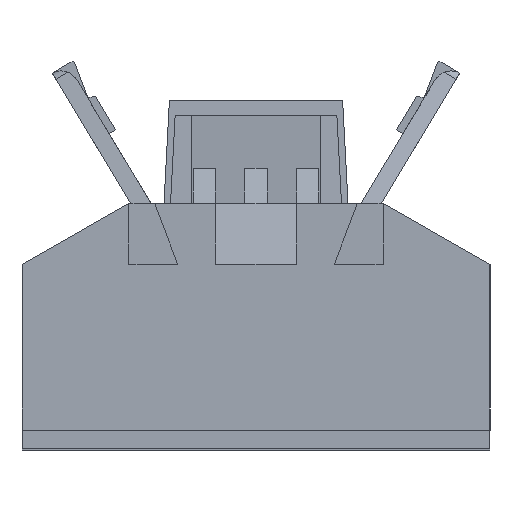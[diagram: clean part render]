
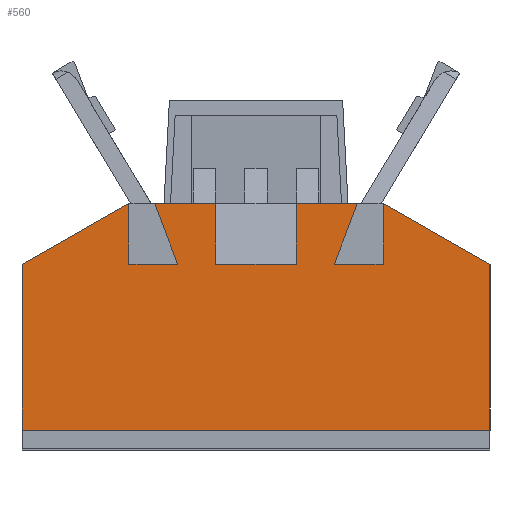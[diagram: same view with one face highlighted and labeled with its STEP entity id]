
A CAD part, left-side view. The second image highlights one B-rep face of the part: STEP entity #560.
In plain terms, the highlighted planar face has unit normal (-1, 0, 0).
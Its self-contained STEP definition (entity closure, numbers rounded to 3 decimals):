
#560 = ADVANCED_FACE( '', ( #1140 ), #1141, .F. );
#1140 = FACE_OUTER_BOUND( '', #1786, .T. );
#1141 = PLANE( '', #1787 );
#1786 = EDGE_LOOP( '', ( #3268, #3269, #3270, #3271, #3272, #3273, #3274, #3275, #3276, #3277, #3278, #3279, #3280, #3281, #3282, #3283 ) );
#1787 = AXIS2_PLACEMENT_3D( '', #3284, #3285, #3286 );
#3268 = ORIENTED_EDGE( '', *, *, #4375, .F. );
#3269 = ORIENTED_EDGE( '', *, *, #3903, .F. );
#3270 = ORIENTED_EDGE( '', *, *, #4477, .F. );
#3271 = ORIENTED_EDGE( '', *, *, #4478, .F. );
#3272 = ORIENTED_EDGE( '', *, *, #4006, .T. );
#3273 = ORIENTED_EDGE( '', *, *, #4228, .T. );
#3274 = ORIENTED_EDGE( '', *, *, #4447, .T. );
#3275 = ORIENTED_EDGE( '', *, *, #4479, .F. );
#3276 = ORIENTED_EDGE( '', *, *, #4406, .F. );
#3277 = ORIENTED_EDGE( '', *, *, #3913, .F. );
#3278 = ORIENTED_EDGE( '', *, *, #4200, .F. );
#3279 = ORIENTED_EDGE( '', *, *, #4466, .F. );
#3280 = ORIENTED_EDGE( '', *, *, #4276, .T. );
#3281 = ORIENTED_EDGE( '', *, *, #4480, .T. );
#3282 = ORIENTED_EDGE( '', *, *, #4472, .F. );
#3283 = ORIENTED_EDGE( '', *, *, #4481, .F. );
#3284 = CARTESIAN_POINT( '', ( -41.15, 12.7, 3. ) );
#3285 = DIRECTION( '', ( 1., 0., 0. ) );
#3286 = DIRECTION( '', ( 0., 0., -1. ) );
#3903 = EDGE_CURVE( '', #4670, #4671, #4672, .T. );
#3913 = EDGE_CURVE( '', #4688, #4689, #4690, .T. );
#4006 = EDGE_CURVE( '', #4854, #4856, #4858, .T. );
#4200 = EDGE_CURVE( '', #5174, #4688, #5175, .T. );
#4228 = EDGE_CURVE( '', #4856, #5214, #5216, .T. );
#4276 = EDGE_CURVE( '', #5287, #5285, #5288, .T. );
#4375 = EDGE_CURVE( '', #4671, #5421, #5422, .T. );
#4406 = EDGE_CURVE( '', #4689, #5462, #5463, .T. );
#4447 = EDGE_CURVE( '', #5214, #5513, #5515, .T. );
#4466 = EDGE_CURVE( '', #5287, #5174, #5536, .T. );
#4472 = EDGE_CURVE( '', #5543, #5545, #5546, .T. );
#4477 = EDGE_CURVE( '', #5553, #4670, #5554, .T. );
#4478 = EDGE_CURVE( '', #4854, #5553, #5555, .T. );
#4479 = EDGE_CURVE( '', #5462, #5513, #5556, .T. );
#4480 = EDGE_CURVE( '', #5285, #5545, #5557, .T. );
#4481 = EDGE_CURVE( '', #5421, #5543, #5558, .T. );
#4670 = VERTEX_POINT( '', #5791 );
#4671 = VERTEX_POINT( '', #5792 );
#4672 = LINE( '', #5793, #5794 );
#4688 = VERTEX_POINT( '', #5817 );
#4689 = VERTEX_POINT( '', #5818 );
#4690 = LINE( '', #5819, #5820 );
#4854 = VERTEX_POINT( '', #6051 );
#4856 = VERTEX_POINT( '', #6054 );
#4858 = LINE( '', #6057, #6058 );
#5174 = VERTEX_POINT( '', #6552 );
#5175 = LINE( '', #6553, #6554 );
#5214 = VERTEX_POINT( '', #6612 );
#5216 = LINE( '', #6615, #6616 );
#5285 = VERTEX_POINT( '', #6716 );
#5287 = VERTEX_POINT( '', #6719 );
#5288 = LINE( '', #6720, #6721 );
#5421 = VERTEX_POINT( '', #6926 );
#5422 = LINE( '', #6927, #6928 );
#5462 = VERTEX_POINT( '', #6995 );
#5463 = LINE( '', #6996, #6997 );
#5513 = VERTEX_POINT( '', #7084 );
#5515 = LINE( '', #7087, #7088 );
#5536 = LINE( '', #7117, #7118 );
#5543 = VERTEX_POINT( '', #7128 );
#5545 = VERTEX_POINT( '', #7131 );
#5546 = LINE( '', #7132, #7133 );
#5553 = VERTEX_POINT( '', #7143 );
#5554 = LINE( '', #7144, #7145 );
#5555 = LINE( '', #7146, #7147 );
#5556 = LINE( '', #7148, #7149 );
#5557 = LINE( '', #7150, #7151 );
#5558 = LINE( '', #7152, #7153 );
#5791 = CARTESIAN_POINT( '', ( -41.15, -4.25, 6. ) );
#5792 = CARTESIAN_POINT( '', ( -41.15, -6.9, 6. ) );
#5793 = CARTESIAN_POINT( '', ( -41.15, -4.25, 6. ) );
#5794 = VECTOR( '', #7380, 1000. );
#5817 = CARTESIAN_POINT( '', ( -41.15, 6.9, 6. ) );
#5818 = CARTESIAN_POINT( '', ( -41.15, 4.25, 6. ) );
#5819 = CARTESIAN_POINT( '', ( -41.15, 6.9, 6. ) );
#5820 = VECTOR( '', #7388, 1000. );
#6051 = CARTESIAN_POINT( '', ( -41.15, -2.175, 9.3 ) );
#6054 = CARTESIAN_POINT( '', ( -41.15, -2.175, 6. ) );
#6057 = CARTESIAN_POINT( '', ( -41.15, -2.175, 9.3 ) );
#6058 = VECTOR( '', #7488, 1000. );
#6552 = CARTESIAN_POINT( '', ( -41.15, 6.9, 9.3 ) );
#6553 = CARTESIAN_POINT( '', ( -41.15, 6.9, 9.3 ) );
#6554 = VECTOR( '', #7666, 1000. );
#6612 = CARTESIAN_POINT( '', ( -41.15, 2.175, 6. ) );
#6615 = CARTESIAN_POINT( '', ( -41.15, -2.175, 6. ) );
#6616 = VECTOR( '', #7687, 1000. );
#6716 = CARTESIAN_POINT( '', ( -41.15, 12.7, -3. ) );
#6719 = CARTESIAN_POINT( '', ( -41.15, 12.7, 6. ) );
#6720 = CARTESIAN_POINT( '', ( -41.15, 12.7, 3. ) );
#6721 = VECTOR( '', #7738, 1000. );
#6926 = CARTESIAN_POINT( '', ( -41.15, -6.9, 9.3 ) );
#6927 = CARTESIAN_POINT( '', ( -41.15, -6.9, 6. ) );
#6928 = VECTOR( '', #7819, 1000. );
#6995 = CARTESIAN_POINT( '', ( -41.15, 5.5, 9.3 ) );
#6996 = CARTESIAN_POINT( '', ( -41.15, 4.25, 6. ) );
#6997 = VECTOR( '', #7849, 1000. );
#7084 = CARTESIAN_POINT( '', ( -41.15, 2.175, 9.3 ) );
#7087 = CARTESIAN_POINT( '', ( -41.15, 2.175, 6. ) );
#7088 = VECTOR( '', #7879, 1000. );
#7117 = CARTESIAN_POINT( '', ( -41.15, 12.7, 6. ) );
#7118 = VECTOR( '', #7894, 1000. );
#7128 = CARTESIAN_POINT( '', ( -41.15, -12.7, 6. ) );
#7131 = CARTESIAN_POINT( '', ( -41.15, -12.7, -3. ) );
#7132 = CARTESIAN_POINT( '', ( -41.15, -12.7, 3. ) );
#7133 = VECTOR( '', #7899, 1000. );
#7143 = CARTESIAN_POINT( '', ( -41.15, -5.5, 9.3 ) );
#7144 = CARTESIAN_POINT( '', ( -41.15, -5.5, 9.3 ) );
#7145 = VECTOR( '', #7903, 1000. );
#7146 = CARTESIAN_POINT( '', ( -41.15, 6.9, 9.3 ) );
#7147 = VECTOR( '', #7904, 1000. );
#7148 = CARTESIAN_POINT( '', ( -41.15, 6.9, 9.3 ) );
#7149 = VECTOR( '', #7905, 1000. );
#7150 = CARTESIAN_POINT( '', ( -41.15, 12.7, -3. ) );
#7151 = VECTOR( '', #7906, 1000. );
#7152 = CARTESIAN_POINT( '', ( -41.15, -6.9, 9.3 ) );
#7153 = VECTOR( '', #7907, 1000. );
#7380 = DIRECTION( '', ( 0., -1., 0. ) );
#7388 = DIRECTION( '', ( 0., -1., 0. ) );
#7488 = DIRECTION( '', ( 0., 0., -1. ) );
#7666 = DIRECTION( '', ( 0., 0., -1. ) );
#7687 = DIRECTION( '', ( 0., 1., 0. ) );
#7738 = DIRECTION( '', ( 0., 0., -1. ) );
#7819 = DIRECTION( '', ( 0., 0., 1. ) );
#7849 = DIRECTION( '', ( 0., 0.354, 0.935 ) );
#7879 = DIRECTION( '', ( 0., 0., 1. ) );
#7894 = DIRECTION( '', ( 0., -0.869, 0.495 ) );
#7899 = DIRECTION( '', ( 0., 0., -1. ) );
#7903 = DIRECTION( '', ( 0., 0.354, -0.935 ) );
#7904 = DIRECTION( '', ( 0., -1., 0. ) );
#7905 = DIRECTION( '', ( 0., -1., 0. ) );
#7906 = DIRECTION( '', ( 0., -1., 0. ) );
#7907 = DIRECTION( '', ( 0., -0.869, -0.495 ) );
